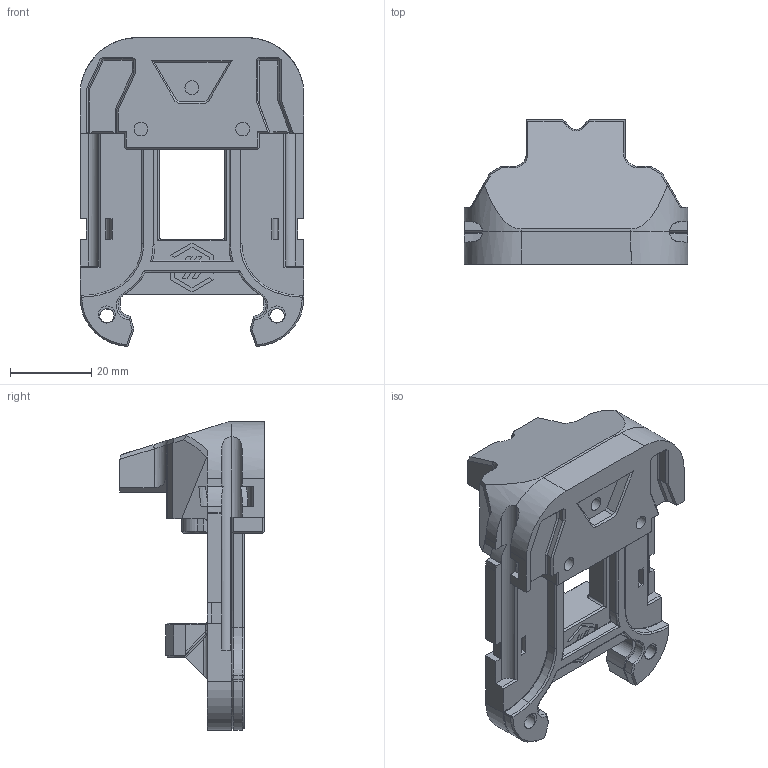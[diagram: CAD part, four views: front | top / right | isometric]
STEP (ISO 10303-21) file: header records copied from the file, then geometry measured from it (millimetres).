
FILE_DESCRIPTION(/* description */ (''),/* implementation_level */ '2;1');
FILE_NAME(/* name */ 'StealthChanger_Rapidburner.step',/* time_stamp */ '2024-01-14T11:14:52Z',/* author */ (''),/* organization */ (''),/* preprocessor_version */ 'ST-DEVELOPER v20',/* originating_system */ 'Autodesk Translation Framework v12.14.0.127',/* authorisation */ '');
FILE_SCHEMA (('AUTOMOTIVE_DESIGN { 1 0 10303 214 3 1 1 }'));
Length unit declared in the file: millimetre
Products named in the file (3): StealthChanger_rapidburner; Plate; Spacer
Assembly tree (2 placements, depth 2):
  StealthChanger_rapidburner
    Plate
    Spacer
Bounding box: 55 x 35.55 x 75.87 mm (x, y, z)
Volume: 39836.3 mm3; surface area: 18560.6 mm2
Topology: 2 solids, 2 shells, 594 faces, 1558 edges, 980 vertices
Faces by surface type: plane 393, cylinder 124, bspline 39, cone 20, torus 14, sphere 4
Full cylindrical faces by diameter (mm): 2.8 x4, 3.4 x3, 3.5 x4, 4.7 x2, 6.3 x3
Entity records: 19321 total; most frequent: CARTESIAN_POINT 4685, ORIENTED_EDGE 3112, DIRECTION 2882, EDGE_CURVE 1556, LINE 1142, VECTOR 1142, VERTEX_POINT 980, AXIS2_PLACEMENT_3D 870
